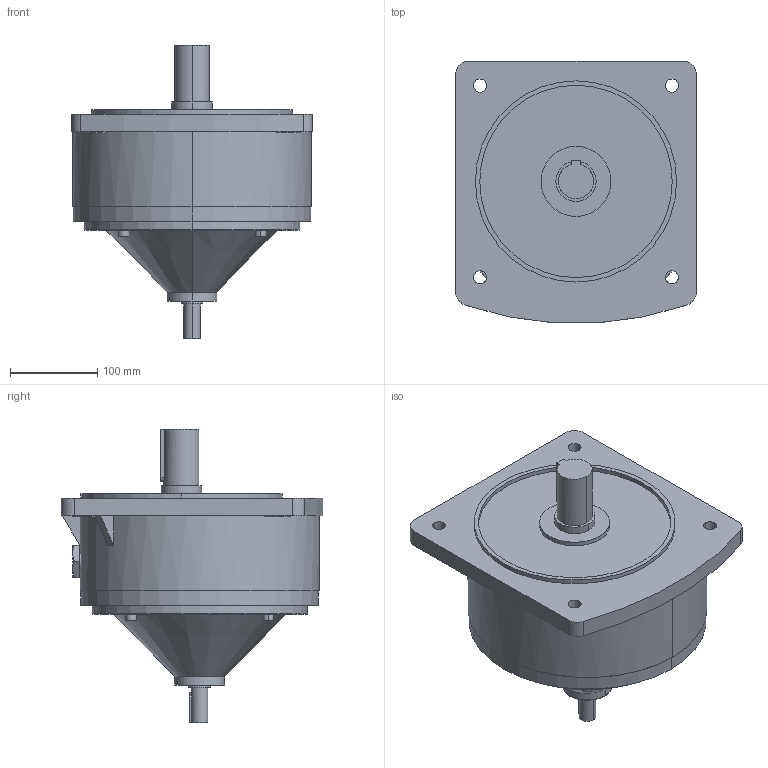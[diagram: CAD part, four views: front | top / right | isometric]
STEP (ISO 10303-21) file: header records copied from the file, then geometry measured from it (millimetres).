
FILE_DESCRIPTION (( 'STEP AP214' ), '1' );
FILE_NAME ('STP_40_750W 1HP_A楊擘_VO梓袧_2.step', '2021-12-07T01:12:43', ( 'IT Division' ), ( 'IT' ), 'SwSTEP 2.0', 'SolidWorks 2016', '' );
FILE_SCHEMA (( 'AUTOMOTIVE_DESIGN' ));
Length unit declared in the file: millimetre
Products named in the file (1): STP_40_750W 1HP_A楊擘_VO梓袧_2
Bounding box: 275 x 299.14 x 336 mm (x, y, z)
Volume: 9341621.5 mm3; surface area: 332593.7 mm2
Topology: 2 solids, 2 shells, 162 faces, 394 edges, 254 vertices
Faces by surface type: plane 84, cylinder 58, torus 12, cone 8
Entity records: 5206 total; most frequent: CARTESIAN_POINT 969, DIRECTION 866, ORIENTED_EDGE 788, EDGE_CURVE 394, AXIS2_PLACEMENT_3D 327, VERTEX_POINT 254, VECTOR 212, LINE 212
